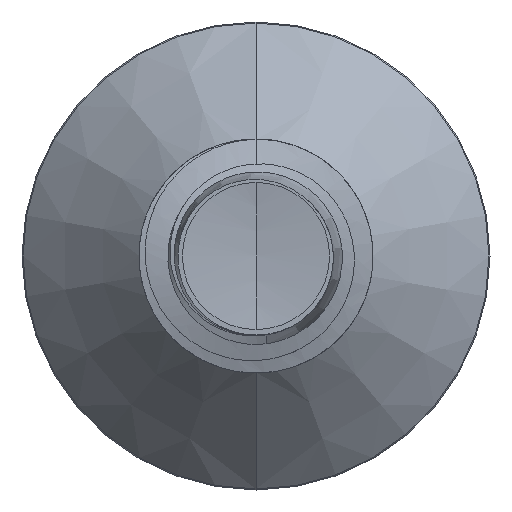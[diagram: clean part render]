
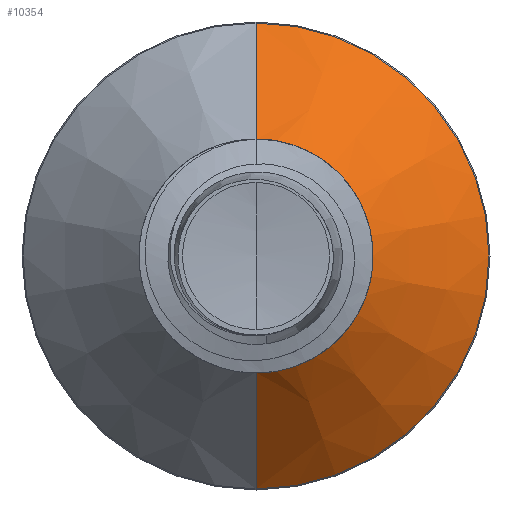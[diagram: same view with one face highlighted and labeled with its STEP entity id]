
A CAD part, front view. The second image highlights one B-rep face of the part: STEP entity #10354.
In plain terms, the highlighted conical face has half-angle 45 degrees and reference radius 0.996 mm.
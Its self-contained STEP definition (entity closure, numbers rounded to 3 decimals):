
#482 = VERTEX_POINT ( 'NONE', #10932 ) ;
#711 = DIRECTION ( 'NONE',  ( 0., 0.707, -0.707 ) ) ;
#1446 = CARTESIAN_POINT ( 'NONE',  ( 0., 4.146, 0.996 ) ) ;
#1541 = CARTESIAN_POINT ( 'NONE',  ( 0., 4.146, -0.996 ) ) ;
#1582 = DIRECTION ( 'NONE',  ( 0., 1., 0. ) ) ;
#2493 = CARTESIAN_POINT ( 'NONE',  ( 0., 4.146, -0.996 ) ) ;
#2664 = DIRECTION ( 'NONE',  ( 0., 1., 0. ) ) ;
#3256 = VERTEX_POINT ( 'NONE', #7736 ) ;
#3946 = AXIS2_PLACEMENT_3D ( 'NONE', #8304, #2664, #15649 ) ;
#4310 = ORIENTED_EDGE ( 'NONE', *, *, #8390, .F. ) ;
#4327 = CARTESIAN_POINT ( 'NONE',  ( 0., 4.146, 0.996 ) ) ;
#4392 = DIRECTION ( 'NONE',  ( 0., 0.707, 0.707 ) ) ;
#4883 = EDGE_LOOP ( 'NONE', ( #7514, #10114, #12683, #4310 ) ) ;
#5284 = EDGE_CURVE ( 'NONE', #11228, #3256, #14880, .T. ) ;
#5608 = EDGE_CURVE ( 'NONE', #482, #3256, #8984, .T. ) ;
#5714 = EDGE_CURVE ( 'NONE', #14548, #11228, #7959, .T. ) ;
#6357 = CARTESIAN_POINT ( 'NONE',  ( 0., 4.146, 0. ) ) ;
#7514 = ORIENTED_EDGE ( 'NONE', *, *, #5714, .T. ) ;
#7638 = DIRECTION ( 'NONE',  ( 0., 0., 1. ) ) ;
#7736 = CARTESIAN_POINT ( 'NONE',  ( 0., 5.141, -1.991 ) ) ;
#7959 = CIRCLE ( 'NONE', #11581, 0.996 ) ;
#8304 = CARTESIAN_POINT ( 'NONE',  ( 0., 4.146, 0. ) ) ;
#8390 = EDGE_CURVE ( 'NONE', #14548, #482, #13192, .T. ) ;
#8674 = AXIS2_PLACEMENT_3D ( 'NONE', #9645, #1582, #10727 ) ;
#8984 = CIRCLE ( 'NONE', #8674, 1.991 ) ;
#9645 = CARTESIAN_POINT ( 'NONE',  ( 0., 5.141, 0. ) ) ;
#10114 = ORIENTED_EDGE ( 'NONE', *, *, #5284, .T. ) ;
#10354 = ADVANCED_FACE ( 'NONE', ( #15686 ), #12698, .T. ) ;
#10727 = DIRECTION ( 'NONE',  ( 0., 0., 1. ) ) ;
#10932 = CARTESIAN_POINT ( 'NONE',  ( 0., 5.141, 1.991 ) ) ;
#11228 = VERTEX_POINT ( 'NONE', #2493 ) ;
#11581 = AXIS2_PLACEMENT_3D ( 'NONE', #6357, #14038, #7638 ) ;
#12226 = VECTOR ( 'NONE', #711, 1000. ) ;
#12683 = ORIENTED_EDGE ( 'NONE', *, *, #5608, .F. ) ;
#12698 = CONICAL_SURFACE ( 'NONE', #3946, 0.996, 0.785 ) ;
#13192 = LINE ( 'NONE', #4327, #15528 ) ;
#14038 = DIRECTION ( 'NONE',  ( 0., 1., 0. ) ) ;
#14548 = VERTEX_POINT ( 'NONE', #1446 ) ;
#14880 = LINE ( 'NONE', #1541, #12226 ) ;
#15528 = VECTOR ( 'NONE', #4392, 1000. ) ;
#15649 = DIRECTION ( 'NONE',  ( 0., 0., 1. ) ) ;
#15686 = FACE_OUTER_BOUND ( 'NONE', #4883, .T. ) ;
